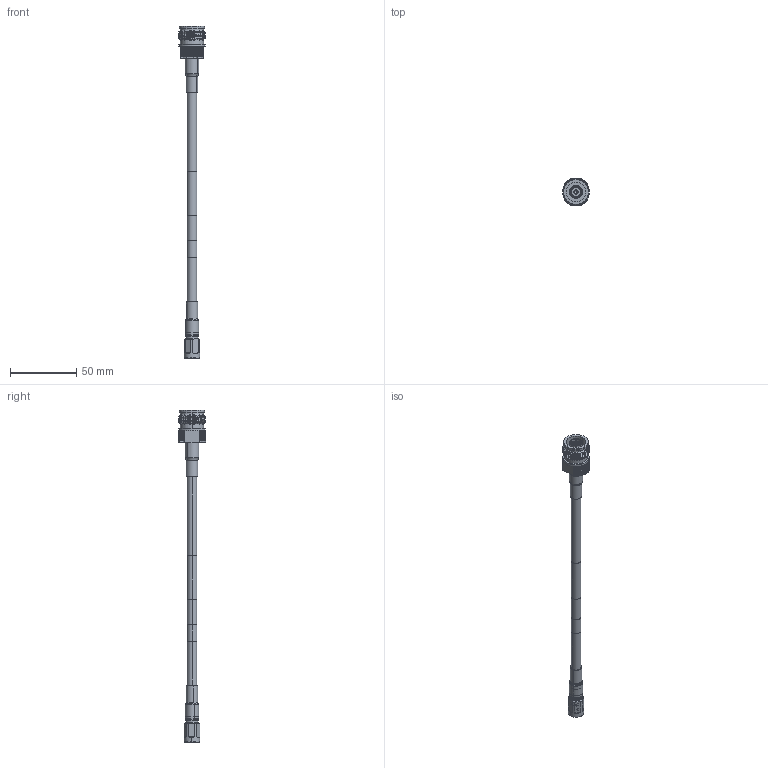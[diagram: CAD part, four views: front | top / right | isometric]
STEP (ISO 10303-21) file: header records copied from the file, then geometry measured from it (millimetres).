
FILE_DESCRIPTION (( 'STEP AP214' ), '1' );
FILE_NAME ('FMCA1934_3D.step', '2025-07-24T19:23:05', ( '' ), ( '' ), 'SwSTEP 2.0', 'SolidWorks 2022', '' );
FILE_SCHEMA (( 'AUTOMOTIVE_DESIGN' ));
Length unit declared in the file: inch
Products named in the file (5): TC-SPP250-4310F-LP; spp-250-llpl_WITH LABEL & PIM; HeatShrink_CA-300_3; FMCA1934_3D; TC-250-NX10M-LP-LC
Assembly tree (5 placements, depth 2):
  FMCA1934_3D
    spp-250-llpl_WITH LABEL & PIM
    HeatShrink_CA-300_3  x2
    TC-250-NX10M-LP-LC
    TC-SPP250-4310F-LP
Bounding box: 20.18 x 21.06 x 250.01 mm (x, y, z)
Volume: 15732.2 mm3; surface area: 14548.3 mm2
Topology: 6 solids, 6 shells, 598 faces, 1399 edges, 840 vertices
Faces by surface type: plane 215, cylinder 177, cone 165, torus 38, bspline 3
Entity records: 18556 total; most frequent: CARTESIAN_POINT 5201, DIRECTION 2801, ORIENTED_EDGE 2702, EDGE_CURVE 1351, AXIS2_PLACEMENT_3D 1145, VERTEX_POINT 816, EDGE_LOOP 611, FACE_OUTER_BOUND 576
